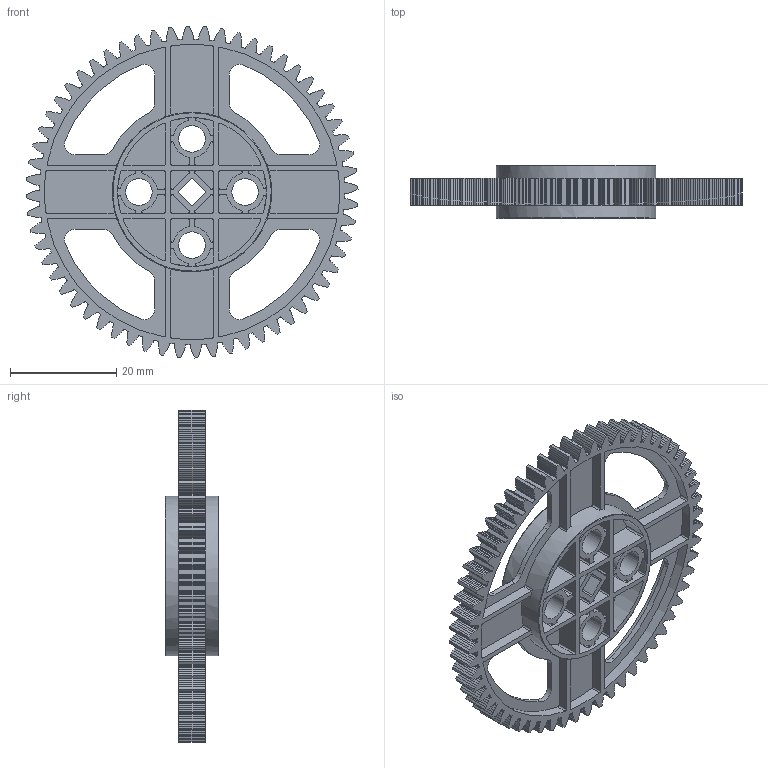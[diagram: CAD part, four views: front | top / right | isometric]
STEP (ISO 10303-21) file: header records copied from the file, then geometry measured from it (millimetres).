
FILE_DESCRIPTION(/* description */ (''),/* implementation_level */ '2;1');
FILE_NAME(/* name */ 'G60.stp',/* time_stamp */ '2019-05-10T14:23:56+02:00',/* author */ ('Varga Daniel'),/* organization */ (''),/* preprocessor_version */ 'ST-DEVELOPER v18',/* originating_system */ 'Autodesk Inventor 2020',/* authorisation */ '');
FILE_SCHEMA (('AUTOMOTIVE_DESIGN { 1 0 10303 214 3 1 1 }'));
Length unit declared in the file: millimetre
Products named in the file (1): G60
Bounding box: 62.44 x 10 x 62.44 mm (x, y, z)
Volume: 6650 mm3; surface area: 12335.4 mm2
Topology: 1 solids, 1 shells, 1630 faces, 4828 edges, 3220 vertices
Faces by surface type: plane 1290, cylinder 338, torus 2
Full cylindrical faces by diameter (mm): 5 x4, 30 x2
Entity records: 54135 total; most frequent: CARTESIAN_POINT 9679, ORIENTED_EDGE 9656, DIRECTION 8824, EDGE_CURVE 4828, LINE 4094, VECTOR 4094, VERTEX_POINT 3220, AXIS2_PLACEMENT_3D 2365
